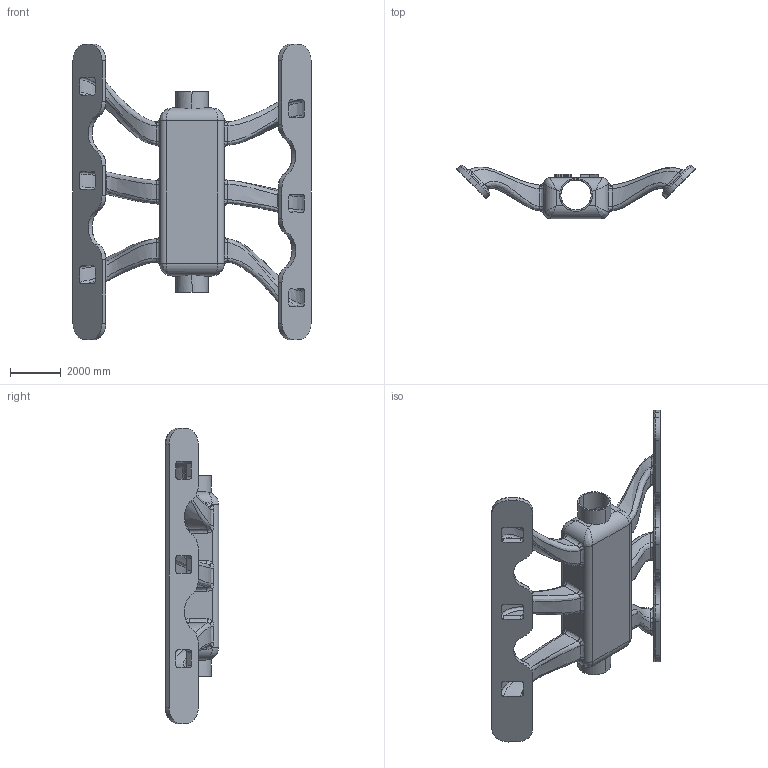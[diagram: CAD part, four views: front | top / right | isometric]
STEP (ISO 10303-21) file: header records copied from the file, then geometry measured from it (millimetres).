
FILE_DESCRIPTION((''),'2;1');
FILE_NAME('INTAKE_MANIFOLD','2026-01-05T14:44:23',('H576696'),('Honeywell International Inc.'),'CREO PARAMETRIC BY PTC INC, 2023134','CREO PARAMETRIC BY PTC INC, 2023134','');
FILE_SCHEMA(('AUTOMOTIVE_DESIGN { 1 0 10303 214 1 1 1 1 }'));
Length unit declared in the file: inch
Products named in the file (1): INTAKE_MANIFOLD
Bounding box: 9352.28 x 2099.97 x 11612.88 mm (x, y, z)
Volume: 13090513865.5 mm3; surface area: 286421914.8 mm2
Topology: 1 solids, 1 shells, 647 faces, 1679 edges, 1052 vertices
Faces by surface type: plane 308, bspline 240, cylinder 79, torus 20
Entity records: 34904 total; most frequent: CARTESIAN_POINT 20433, ORIENTED_EDGE 3358, DIRECTION 2332, EDGE_CURVE 1679, VERTEX_POINT 1052, VECTOR 926, LINE 926, AXIS2_PLACEMENT_3D 703
